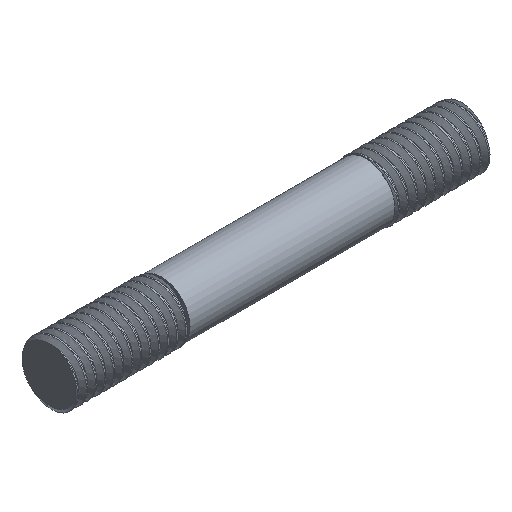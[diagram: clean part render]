
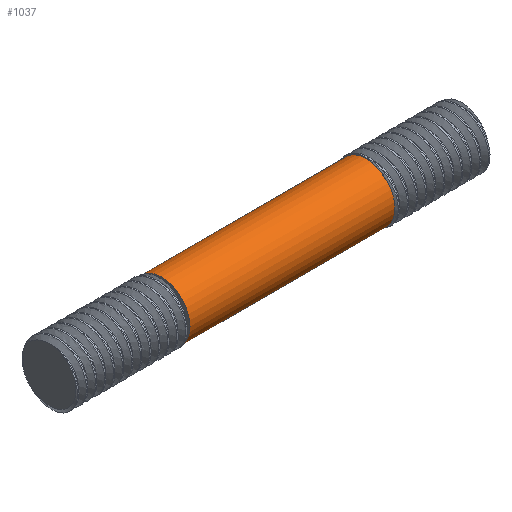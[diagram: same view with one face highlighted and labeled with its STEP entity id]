
A CAD part, isometric view. The second image highlights one B-rep face of the part: STEP entity #1037.
In plain terms, the highlighted cylindrical face has radius 4.75 mm (diameter 9.5 mm), a full revolution.
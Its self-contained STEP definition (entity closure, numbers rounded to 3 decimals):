
#138=FACE_OUTER_BOUND('',#200,.T.);
#200=EDGE_LOOP('',(#649,#650,#651,#652));
#262=LINE('',#1377,#310);
#310=VECTOR('',#1190,4.75);
#358=CIRCLE('',#1116,4.75);
#359=CIRCLE('',#1117,4.75);
#369=VERTEX_POINT('',#1374);
#370=VERTEX_POINT('',#1376);
#481=EDGE_CURVE('',#369,#369,#358,.T.);
#482=EDGE_CURVE('',#369,#370,#262,.T.);
#483=EDGE_CURVE('',#370,#370,#359,.T.);
#649=ORIENTED_EDGE('',*,*,#481,.F.);
#650=ORIENTED_EDGE('',*,*,#482,.T.);
#651=ORIENTED_EDGE('',*,*,#483,.F.);
#652=ORIENTED_EDGE('',*,*,#482,.F.);
#985=CYLINDRICAL_SURFACE('',#1115,4.75);
#1037=ADVANCED_FACE('',(#138),#985,.T.);
#1115=AXIS2_PLACEMENT_3D('',#1373,#1186,#1187);
#1116=AXIS2_PLACEMENT_3D('',#1375,#1188,#1189);
#1117=AXIS2_PLACEMENT_3D('',#1378,#1191,#1192);
#1186=DIRECTION('center_axis',(-1.,0.,0.));
#1187=DIRECTION('ref_axis',(0.,1.,0.));
#1188=DIRECTION('center_axis',(1.,0.,0.));
#1189=DIRECTION('ref_axis',(0.,1.,0.));
#1190=DIRECTION('',(-1.,0.,0.));
#1191=DIRECTION('center_axis',(-1.,0.,0.));
#1192=DIRECTION('ref_axis',(0.,1.,0.));
#1373=CARTESIAN_POINT('Origin',(4.103,0.,5.25));
#1374=CARTESIAN_POINT('',(4.103,-4.75,5.25));
#1375=CARTESIAN_POINT('Origin',(4.103,0.,5.25));
#1376=CARTESIAN_POINT('',(-29.897,-4.75,5.25));
#1377=CARTESIAN_POINT('',(4.103,-4.75,5.25));
#1378=CARTESIAN_POINT('Origin',(-29.897,0.,5.25));
